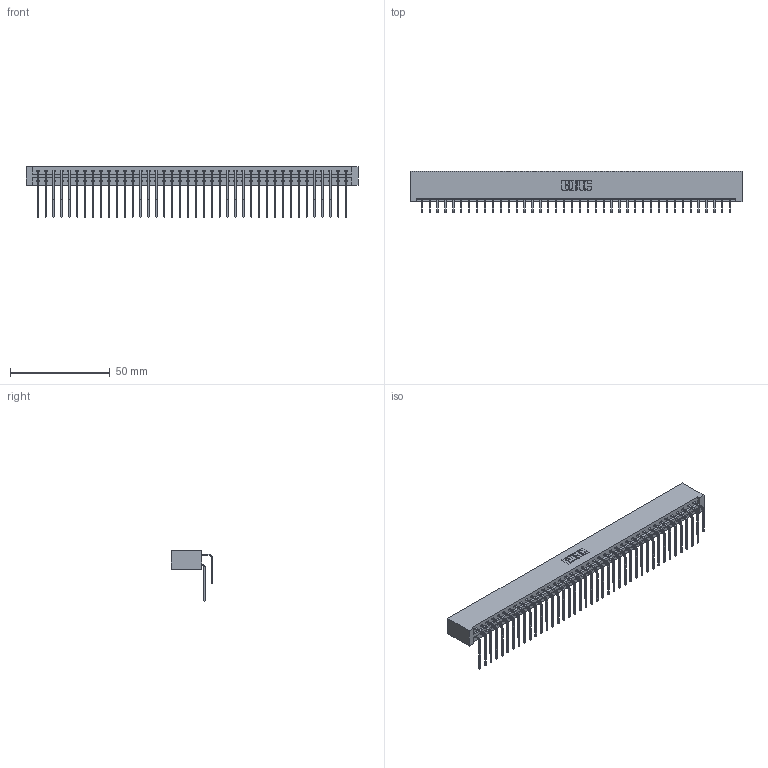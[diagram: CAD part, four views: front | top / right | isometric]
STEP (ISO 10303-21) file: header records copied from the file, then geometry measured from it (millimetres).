
FILE_DESCRIPTION (( 'STEP AP203' ), '1' );
FILE_NAME ('387-080-559-201.STEP', '2018-09-23T19:18:06', ( '' ), ( '' ), 'SwSTEP 2.0', 'SolidWorks 2016', '' );
FILE_SCHEMA (( 'CONFIG_CONTROL_DESIGN' ));
Length unit declared in the file: inch
Products named in the file (4): 387-080-559-201; 337 Part_No Mounting Lugs; 345-292-001_558 559 Tail - 1; 345-292-001_559 Tail - 2
Assembly tree (81 placements, depth 2):
  387-080-559-201
    337 Part_No Mounting Lugs
    345-292-001_558 559 Tail - 1  x40
    345-292-001_559 Tail - 2  x40
Bounding box: 166.37 x 20.9 x 25.53 mm (x, y, z)
Volume: 18729 mm3; surface area: 23527.1 mm2
Topology: 81 solids, 81 shells, 4586 faces, 13647 edges, 8990 vertices
Faces by surface type: plane 3266, cylinder 1320
Entity records: 32779 total; most frequent: CARTESIAN_POINT 5569, ORIENTED_EDGE 5454, DIRECTION 4715, EDGE_CURVE 2727, VECTOR 2567, LINE 2567, VERTEX_POINT 1814, AXIS2_PLACEMENT_3D 1074
